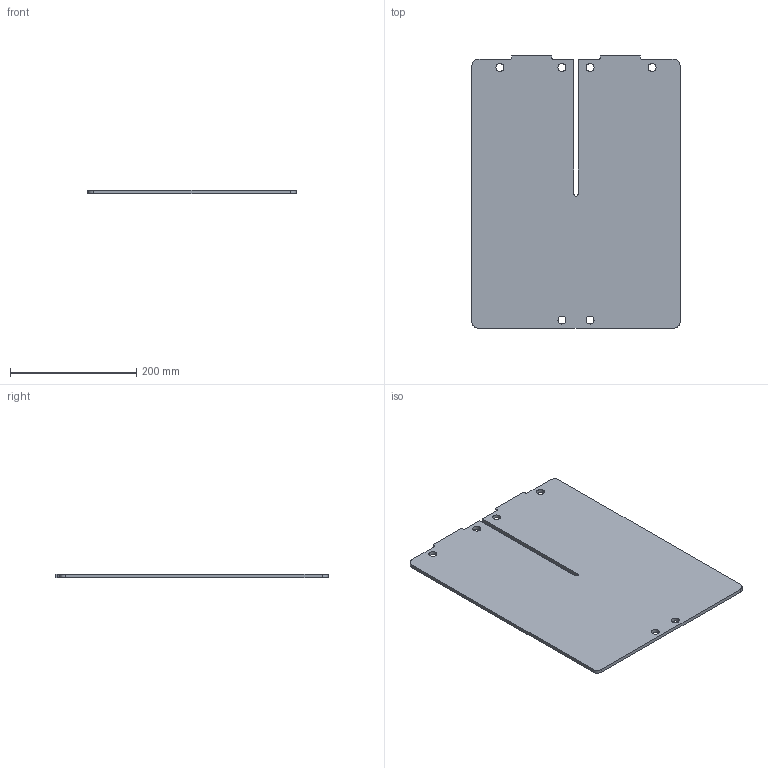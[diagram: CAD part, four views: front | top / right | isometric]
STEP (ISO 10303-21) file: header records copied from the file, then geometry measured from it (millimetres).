
FILE_DESCRIPTION (( 'STEP AP203' ), '1' );
FILE_NAME ('am-4998_leg_A FTC Driver Station Table Leg A.STEP', '2023-08-17T13:48:22', ( '' ), ( '' ), 'SwSTEP 2.0', 'SolidWorks 2022', '' );
FILE_SCHEMA (( 'CONFIG_CONTROL_DESIGN' ));
Length unit declared in the file: inch
Products named in the file (1): am-4998_leg_A FTC Driver Station Table Leg A
Bounding box: 330.2 x 431.8 x 5.59 mm (x, y, z)
Volume: 777938.1 mm3; surface area: 290633.6 mm2
Topology: 1 solids, 1 shells, 39 faces, 111 edges, 74 vertices
Faces by surface type: cylinder 22, plane 17
Entity records: 1392 total; most frequent: DIRECTION 235, CARTESIAN_POINT 225, ORIENTED_EDGE 222, EDGE_CURVE 111, AXIS2_PLACEMENT_3D 84, VERTEX_POINT 74, LINE 67, VECTOR 67
